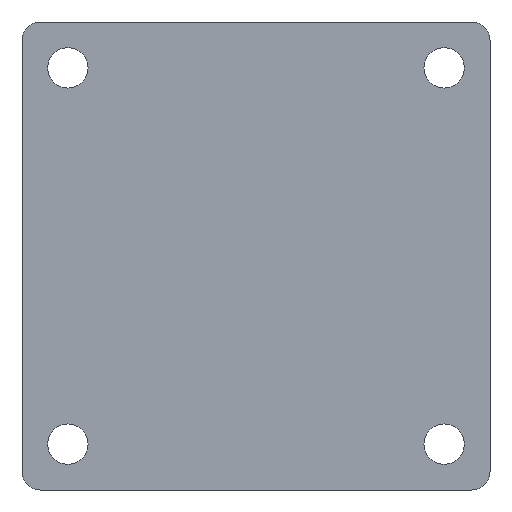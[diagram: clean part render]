
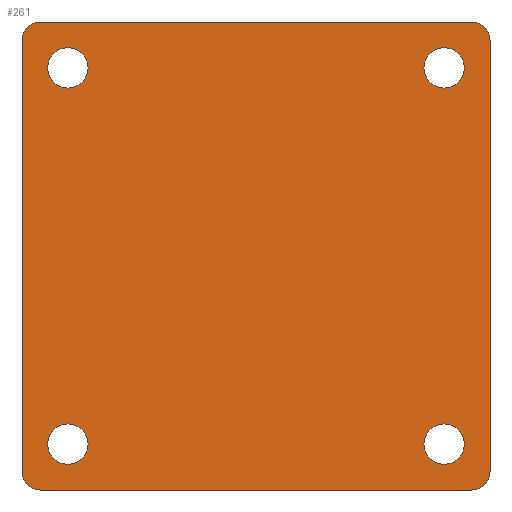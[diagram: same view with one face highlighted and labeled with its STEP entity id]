
A CAD part, left-side view. The second image highlights one B-rep face of the part: STEP entity #261.
In plain terms, the highlighted planar face has unit normal (-1, 0, 0).
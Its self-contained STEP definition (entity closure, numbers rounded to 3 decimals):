
#23=FACE_BOUND('',#46,.T.);
#24=FACE_BOUND('',#47,.T.);
#25=FACE_BOUND('',#48,.T.);
#26=FACE_BOUND('',#49,.T.);
#31=FACE_OUTER_BOUND('',#45,.T.);
#45=EDGE_LOOP('',(#183,#184,#185,#186,#187,#188,#189,#190));
#46=EDGE_LOOP('',(#191));
#47=EDGE_LOOP('',(#192));
#48=EDGE_LOOP('',(#193));
#49=EDGE_LOOP('',(#194));
#67=LINE('',#407,#87);
#68=LINE('',#411,#88);
#69=LINE('',#415,#89);
#70=LINE('',#418,#90);
#87=VECTOR('',#325,10.);
#88=VECTOR('',#328,10.);
#89=VECTOR('',#331,10.);
#90=VECTOR('',#334,10.);
#107=CIRCLE('',#290,1.);
#108=CIRCLE('',#291,1.);
#109=CIRCLE('',#292,1.);
#110=CIRCLE('',#293,1.);
#111=CIRCLE('',#294,1.1);
#112=CIRCLE('',#295,1.1);
#113=CIRCLE('',#296,1.1);
#114=CIRCLE('',#297,1.1);
#123=VERTEX_POINT('',#403);
#124=VERTEX_POINT('',#404);
#125=VERTEX_POINT('',#406);
#126=VERTEX_POINT('',#408);
#127=VERTEX_POINT('',#410);
#128=VERTEX_POINT('',#412);
#129=VERTEX_POINT('',#414);
#130=VERTEX_POINT('',#416);
#131=VERTEX_POINT('',#419);
#132=VERTEX_POINT('',#421);
#133=VERTEX_POINT('',#423);
#134=VERTEX_POINT('',#425);
#147=EDGE_CURVE('',#123,#124,#107,.T.);
#148=EDGE_CURVE('',#124,#125,#67,.T.);
#149=EDGE_CURVE('',#125,#126,#108,.T.);
#150=EDGE_CURVE('',#126,#127,#68,.T.);
#151=EDGE_CURVE('',#127,#128,#109,.T.);
#152=EDGE_CURVE('',#128,#129,#69,.T.);
#153=EDGE_CURVE('',#129,#130,#110,.T.);
#154=EDGE_CURVE('',#130,#123,#70,.T.);
#155=EDGE_CURVE('',#131,#131,#111,.T.);
#156=EDGE_CURVE('',#132,#132,#112,.T.);
#157=EDGE_CURVE('',#133,#133,#113,.T.);
#158=EDGE_CURVE('',#134,#134,#114,.T.);
#183=ORIENTED_EDGE('',*,*,#147,.T.);
#184=ORIENTED_EDGE('',*,*,#148,.T.);
#185=ORIENTED_EDGE('',*,*,#149,.T.);
#186=ORIENTED_EDGE('',*,*,#150,.T.);
#187=ORIENTED_EDGE('',*,*,#151,.T.);
#188=ORIENTED_EDGE('',*,*,#152,.T.);
#189=ORIENTED_EDGE('',*,*,#153,.T.);
#190=ORIENTED_EDGE('',*,*,#154,.T.);
#191=ORIENTED_EDGE('',*,*,#155,.T.);
#192=ORIENTED_EDGE('',*,*,#156,.T.);
#193=ORIENTED_EDGE('',*,*,#157,.T.);
#194=ORIENTED_EDGE('',*,*,#158,.T.);
#255=PLANE('',#289);
#261=ADVANCED_FACE('',(#31,#23,#24,#25,#26),#255,.T.);
#289=AXIS2_PLACEMENT_3D('',#402,#321,#322);
#290=AXIS2_PLACEMENT_3D('',#405,#323,#324);
#291=AXIS2_PLACEMENT_3D('',#409,#326,#327);
#292=AXIS2_PLACEMENT_3D('',#413,#329,#330);
#293=AXIS2_PLACEMENT_3D('',#417,#332,#333);
#294=AXIS2_PLACEMENT_3D('',#420,#335,#336);
#295=AXIS2_PLACEMENT_3D('',#422,#337,#338);
#296=AXIS2_PLACEMENT_3D('',#424,#339,#340);
#297=AXIS2_PLACEMENT_3D('',#426,#341,#342);
#321=DIRECTION('center_axis',(-1.,0.,0.));
#322=DIRECTION('ref_axis',(0.,0.,1.));
#323=DIRECTION('center_axis',(-1.,0.,0.));
#324=DIRECTION('ref_axis',(0.,-0.707,0.707));
#325=DIRECTION('',(0.,1.,0.));
#326=DIRECTION('center_axis',(-1.,0.,0.));
#327=DIRECTION('ref_axis',(0.,0.707,0.707));
#328=DIRECTION('',(0.,0.,-1.));
#329=DIRECTION('center_axis',(-1.,0.,0.));
#330=DIRECTION('ref_axis',(0.,0.707,-0.707));
#331=DIRECTION('',(0.,-1.,0.));
#332=DIRECTION('center_axis',(-1.,0.,0.));
#333=DIRECTION('ref_axis',(0.,-0.707,-0.707));
#334=DIRECTION('',(0.,0.,1.));
#335=DIRECTION('center_axis',(1.,0.,0.));
#336=DIRECTION('ref_axis',(0.,0.,1.));
#337=DIRECTION('center_axis',(1.,0.,0.));
#338=DIRECTION('ref_axis',(0.,0.,1.));
#339=DIRECTION('center_axis',(1.,0.,0.));
#340=DIRECTION('ref_axis',(0.,0.,1.));
#341=DIRECTION('center_axis',(1.,0.,0.));
#342=DIRECTION('ref_axis',(0.,0.,1.));
#402=CARTESIAN_POINT('Origin',(-12.416,0.,0.));
#403=CARTESIAN_POINT('',(-12.416,-12.75,11.75));
#404=CARTESIAN_POINT('',(-12.416,-11.75,12.75));
#405=CARTESIAN_POINT('Origin',(-12.416,-11.75,11.75));
#406=CARTESIAN_POINT('',(-12.416,11.75,12.75));
#407=CARTESIAN_POINT('',(-12.416,-12.75,12.75));
#408=CARTESIAN_POINT('',(-12.416,12.75,11.75));
#409=CARTESIAN_POINT('Origin',(-12.416,11.75,11.75));
#410=CARTESIAN_POINT('',(-12.416,12.75,-11.75));
#411=CARTESIAN_POINT('',(-12.416,12.75,-6.313));
#412=CARTESIAN_POINT('',(-12.416,11.75,-12.75));
#413=CARTESIAN_POINT('Origin',(-12.416,11.75,-11.75));
#414=CARTESIAN_POINT('',(-12.416,-11.75,-12.75));
#415=CARTESIAN_POINT('',(-12.416,12.75,-12.75));
#416=CARTESIAN_POINT('',(-12.416,-12.75,-11.75));
#417=CARTESIAN_POINT('Origin',(-12.416,-11.75,-11.75));
#418=CARTESIAN_POINT('',(-12.416,-12.75,6.312));
#419=CARTESIAN_POINT('',(-12.416,-10.25,-11.35));
#420=CARTESIAN_POINT('Origin',(-12.416,-10.25,-10.25));
#421=CARTESIAN_POINT('',(-12.416,-10.25,9.15));
#422=CARTESIAN_POINT('Origin',(-12.416,-10.25,10.25));
#423=CARTESIAN_POINT('',(-12.416,10.25,-11.35));
#424=CARTESIAN_POINT('Origin',(-12.416,10.25,-10.25));
#425=CARTESIAN_POINT('',(-12.416,10.25,9.15));
#426=CARTESIAN_POINT('Origin',(-12.416,10.25,10.25));
